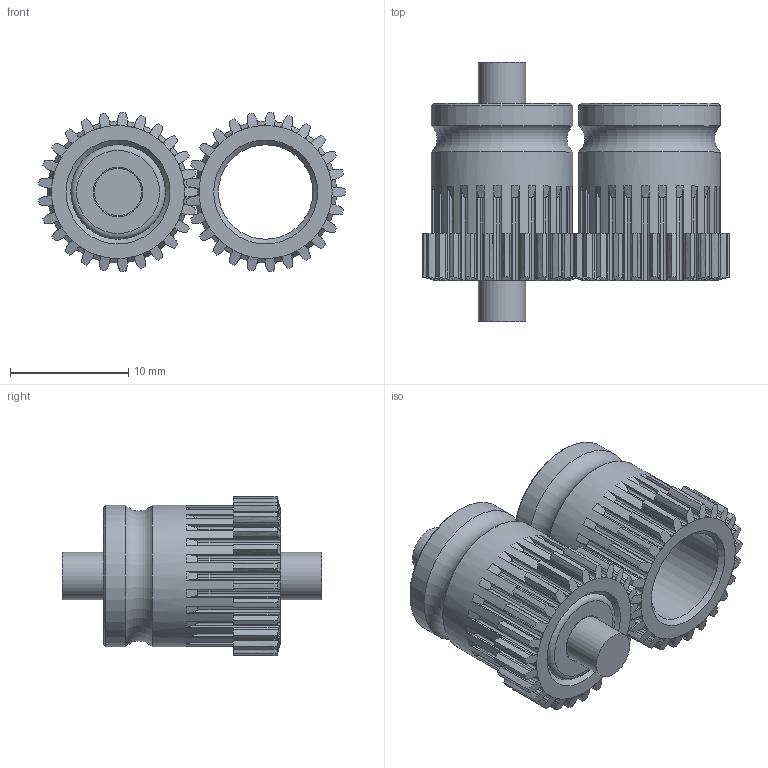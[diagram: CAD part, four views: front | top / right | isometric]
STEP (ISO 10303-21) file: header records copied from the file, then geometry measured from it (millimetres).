
FILE_DESCRIPTION(/* description */ (''),/* implementation_level */ '2;1');
FILE_NAME(/* name */ '5c42c9e3-366a-46d6-8c4d-7b0f33896fc5.stp',/* time_stamp */ '2020-02-26T10:09:54+00:00',/* author */ (''),/* organization */ (''),/* preprocessor_version */ 'ST-DEVELOPER v18',/* originating_system */ 'Autodesk Translation Framework v8.12.0.6',/* authorisation */ '');
FILE_SCHEMA (('AUTOMOTIVE_DESIGN { 1 0 10303 214 3 1 1 }'));
Length unit declared in the file: millimetre
Products named in the file (3): 8MMBondtechGears; MotorGear; FlyGear
Assembly tree (2 placements, depth 2):
  8MMBondtechGears
    MotorGear
    FlyGear
Bounding box: 25.97 x 22 x 13.49 mm (x, y, z)
Volume: 2669.2 mm3; surface area: 2428.2 mm2
Topology: 2 solids, 2 shells, 727 faces, 2149 edges, 1430 vertices
Faces by surface type: plane 208, cylinder 207, bspline 200, cone 106, torus 6
Full cylindrical faces by diameter (mm): 4 x2, 8 x1, 12 x4
Entity records: 27271 total; most frequent: CARTESIAN_POINT 8911, ORIENTED_EDGE 4298, DIRECTION 3249, EDGE_CURVE 2149, VERTEX_POINT 1430, AXIS2_PLACEMENT_3D 1168, LINE 913, VECTOR 913
